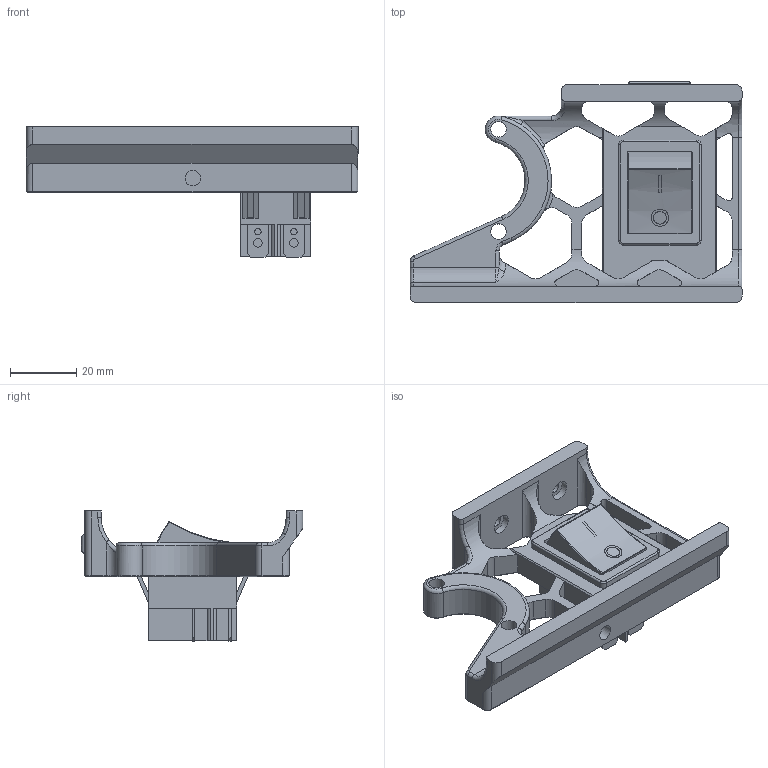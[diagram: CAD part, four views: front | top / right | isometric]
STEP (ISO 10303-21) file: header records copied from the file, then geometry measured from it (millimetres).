
FILE_DESCRIPTION(/* description */ ('Unknown'),/* implementation_level */ '2;1');
FILE_NAME(/* name */ 'front_skirt_a_250_with_power_switch-Body',/* time_stamp */ '2025-07-19T18:51:24+02:00',/* author */ ('Unknown'),/* organization */ ('Unknown'),/* preprocessor_version */ 'ST-DEVELOPER v20',/* originating_system */ 'Solid Edge',/* authorisation */ 'Unknown');
FILE_SCHEMA (('AUTOMOTIVE_DESIGN {1 0 10303 214 3 1 1}'));
Length unit declared in the file: millimetre
Products named in the file (5): front_skirt_a_250_with_power_switch-Body.step; front_skirt_a_250_with_power_switch-Body; Power Switch Colored; Case; Button
Assembly tree (4 placements, depth 3):
  front_skirt_a_250_with_power_switch-Body.step
    front_skirt_a_250_with_power_switch-Body
    Power Switch Colored
      Case
      Button
Bounding box: 100.5 x 67 x 39.4 mm (x, y, z)
Volume: 39578.2 mm3; surface area: 25663.5 mm2
Topology: 3 solids, 3 shells, 722 faces, 1896 edges, 1214 vertices
Faces by surface type: plane 411, cylinder 125, bspline 122, cone 38, torus 22, sphere 4
Full cylindrical faces by diameter (mm): 3.2 x2, 4.7 x3, 6 x2
Entity records: 32275 total; most frequent: CARTESIAN_POINT 11720, ORIENTED_EDGE 3752, DIRECTION 3109, EDGE_CURVE 1876, LINE 1259, VECTOR 1259, VERTEX_POINT 1209, AXIS2_PLACEMENT_3D 925
